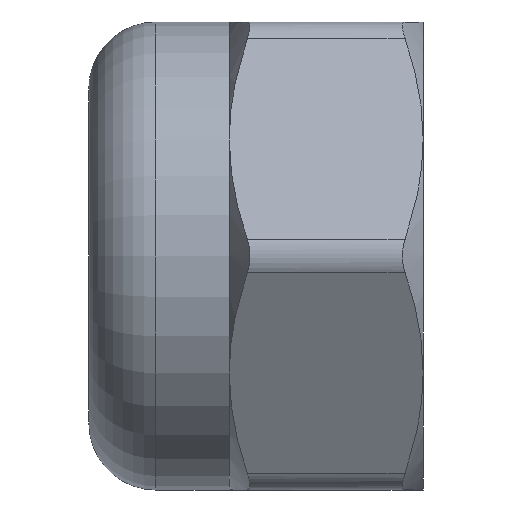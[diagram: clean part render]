
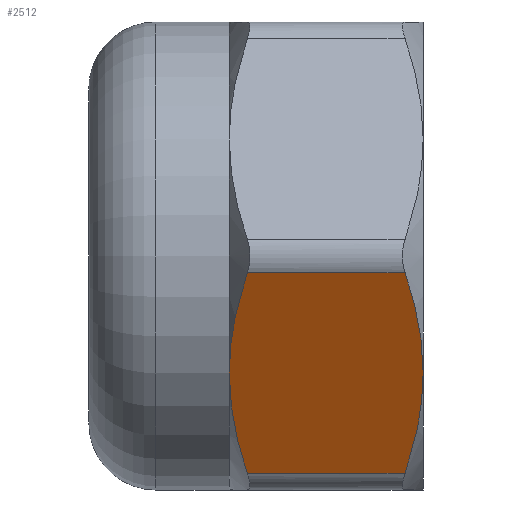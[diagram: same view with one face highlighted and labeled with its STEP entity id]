
A CAD part, left-side view. The second image highlights one B-rep face of the part: STEP entity #2512.
In plain terms, the highlighted planar face has unit normal (-0.866, 0, -0.5).
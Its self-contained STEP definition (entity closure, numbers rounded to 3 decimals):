
#136 = CARTESIAN_POINT ( 'NONE',  ( -3.897, -1.18, -0.25 ) ) ;
#347 = CARTESIAN_POINT ( 'NONE',  ( -2.165, -1.18, -3.25 ) ) ;
#380 = DIRECTION ( 'NONE',  ( 0., 1., 0. ) ) ;
#446 = CARTESIAN_POINT ( 'NONE',  ( -2.735, -1.45, -2.263 ) ) ;
#452 = EDGE_CURVE ( 'NONE', #12493, #4780, #5726, .T. ) ;
#521 = B_SPLINE_CURVE_WITH_KNOTS ( 'NONE', 3,
 ( #7146, #10860, #12133, #3695, #4866, #12030 ),
 .UNSPECIFIED., .F., .F.,
 ( 4, 2, 4 ),
 ( 0.002, 0.003, 0.004 ),
 .UNSPECIFIED. ) ;
#1566 = CARTESIAN_POINT ( 'NONE',  ( -2.447, -1.347, -2.761 ) ) ;
#1673 = VECTOR ( 'NONE', #2217, 1000. ) ;
#1784 = CARTESIAN_POINT ( 'NONE',  ( -2.448, 1.331, -2.76 ) ) ;
#1938 = CARTESIAN_POINT ( 'NONE',  ( -2.165, 1.18, -3.25 ) ) ;
#2217 = DIRECTION ( 'NONE',  ( 0., -1., 0. ) ) ;
#2373 = FACE_OUTER_BOUND ( 'NONE', #9204, .T. ) ;
#2512 = ADVANCED_FACE ( 'NONE', ( #2373 ), #8167, .F. ) ;
#2967 = CARTESIAN_POINT ( 'NONE',  ( -2.306, 1.263, -3.006 ) ) ;
#3299 = DIRECTION ( 'NONE',  ( 0.5, 0., -0.866 ) ) ;
#3405 = DIRECTION ( 'NONE',  ( 0.866, 0., 0.5 ) ) ;
#3557 = ORIENTED_EDGE ( 'NONE', *, *, #3839, .T. ) ;
#3565 = EDGE_CURVE ( 'NONE', #4501, #12038, #10478, .T. ) ;
#3574 = LINE ( 'NONE', #15573, #1673 ) ;
#3695 = CARTESIAN_POINT ( 'NONE',  ( -3.614, -1.331, -0.74 ) ) ;
#3839 = EDGE_CURVE ( 'NONE', #4780, #6175, #521, .T. ) ;
#4121 = ORIENTED_EDGE ( 'NONE', *, *, #10452, .T. ) ;
#4135 = B_SPLINE_CURVE_WITH_KNOTS ( 'NONE', 3,
 ( #8921, #10167, #10218, #1784, #2967, #11403 ),
 .UNSPECIFIED., .F., .F.,
 ( 4, 2, 4 ),
 ( 0.002, 0.003, 0.004 ),
 .UNSPECIFIED. ) ;
#4501 = VERTEX_POINT ( 'NONE', #5730 ) ;
#4780 = VERTEX_POINT ( 'NONE', #6548 ) ;
#4866 = CARTESIAN_POINT ( 'NONE',  ( -3.756, -1.263, -0.494 ) ) ;
#5726 = B_SPLINE_CURVE_WITH_KNOTS ( 'NONE', 3,
 ( #347, #1566, #446, #11404 ),
 .UNSPECIFIED., .F., .F.,
 ( 4, 4 ),
 ( 0., 0.002 ),
 .UNSPECIFIED. ) ;
#5730 = CARTESIAN_POINT ( 'NONE',  ( -3.897, 1.18, -0.25 ) ) ;
#6175 = VERTEX_POINT ( 'NONE', #136 ) ;
#6215 = ORIENTED_EDGE ( 'NONE', *, *, #13041, .T. ) ;
#6548 = CARTESIAN_POINT ( 'NONE',  ( -3.031, -1.45, -1.75 ) ) ;
#7146 = CARTESIAN_POINT ( 'NONE',  ( -3.031, -1.45, -1.75 ) ) ;
#8167 = PLANE ( 'NONE',  #10238 ) ;
#8296 = CARTESIAN_POINT ( 'NONE',  ( -3.897, 1.18, -0.25 ) ) ;
#8688 = VECTOR ( 'NONE', #380, 1000. ) ;
#8921 = CARTESIAN_POINT ( 'NONE',  ( -3.031, 1.45, -1.75 ) ) ;
#9070 = LINE ( 'NONE', #13717, #8688 ) ;
#9204 = EDGE_LOOP ( 'NONE', ( #3557, #11490, #12566, #4121, #6215, #13983 ) ) ;
#9356 = VERTEX_POINT ( 'NONE', #1938 ) ;
#9390 = CARTESIAN_POINT ( 'NONE',  ( -3.031, 1.45, -1.75 ) ) ;
#10167 = CARTESIAN_POINT ( 'NONE',  ( -2.884, 1.45, -2.005 ) ) ;
#10218 = CARTESIAN_POINT ( 'NONE',  ( -2.737, 1.425, -2.26 ) ) ;
#10238 = AXIS2_PLACEMENT_3D ( 'NONE', #10557, #3405, #3299 ) ;
#10452 = EDGE_CURVE ( 'NONE', #12038, #9356, #4135, .T. ) ;
#10478 = B_SPLINE_CURVE_WITH_KNOTS ( 'NONE', 3,
 ( #8296, #15499, #11916, #9390 ),
 .UNSPECIFIED., .F., .F.,
 ( 4, 4 ),
 ( 0., 0.002 ),
 .UNSPECIFIED. ) ;
#10557 = CARTESIAN_POINT ( 'NONE',  ( -2.021, 1.45, -3.5 ) ) ;
#10860 = CARTESIAN_POINT ( 'NONE',  ( -3.178, -1.45, -1.495 ) ) ;
#11403 = CARTESIAN_POINT ( 'NONE',  ( -2.165, 1.18, -3.25 ) ) ;
#11404 = CARTESIAN_POINT ( 'NONE',  ( -3.031, -1.45, -1.75 ) ) ;
#11490 = ORIENTED_EDGE ( 'NONE', *, *, #11830, .T. ) ;
#11830 = EDGE_CURVE ( 'NONE', #6175, #4501, #9070, .T. ) ;
#11916 = CARTESIAN_POINT ( 'NONE',  ( -3.327, 1.45, -1.237 ) ) ;
#12030 = CARTESIAN_POINT ( 'NONE',  ( -3.897, -1.18, -0.25 ) ) ;
#12038 = VERTEX_POINT ( 'NONE', #15225 ) ;
#12133 = CARTESIAN_POINT ( 'NONE',  ( -3.326, -1.425, -1.24 ) ) ;
#12493 = VERTEX_POINT ( 'NONE', #13821 ) ;
#12566 = ORIENTED_EDGE ( 'NONE', *, *, #3565, .T. ) ;
#13041 = EDGE_CURVE ( 'NONE', #9356, #12493, #3574, .T. ) ;
#13717 = CARTESIAN_POINT ( 'NONE',  ( -3.897, 1.45, -0.25 ) ) ;
#13821 = CARTESIAN_POINT ( 'NONE',  ( -2.165, -1.18, -3.25 ) ) ;
#13983 = ORIENTED_EDGE ( 'NONE', *, *, #452, .T. ) ;
#15225 = CARTESIAN_POINT ( 'NONE',  ( -3.031, 1.45, -1.75 ) ) ;
#15499 = CARTESIAN_POINT ( 'NONE',  ( -3.615, 1.347, -0.739 ) ) ;
#15573 = CARTESIAN_POINT ( 'NONE',  ( -2.165, 1.45, -3.25 ) ) ;
